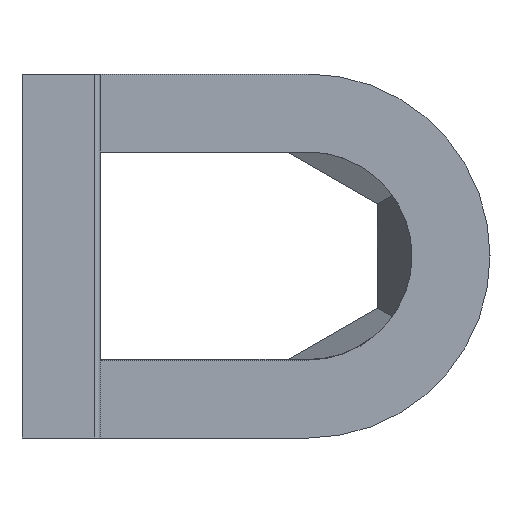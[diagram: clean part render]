
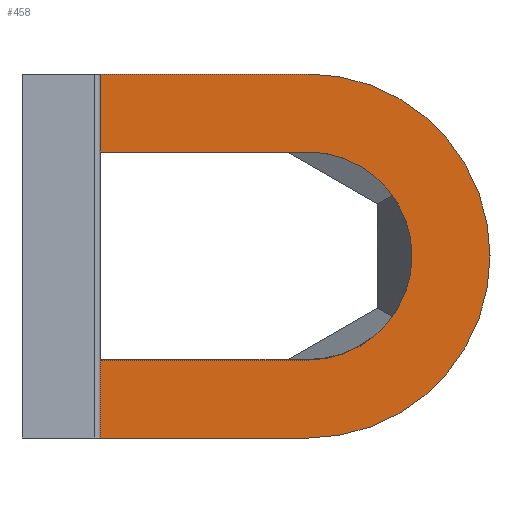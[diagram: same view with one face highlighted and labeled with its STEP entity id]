
A CAD part, left-side view. The second image highlights one B-rep face of the part: STEP entity #458.
In plain terms, the highlighted planar face has unit normal (-1, 0, 0).
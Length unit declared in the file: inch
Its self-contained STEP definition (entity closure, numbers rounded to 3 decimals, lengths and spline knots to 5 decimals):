
#31 = CIRCLE ( 'NONE', #2139, 2. ) ;
#37 = CARTESIAN_POINT ( 'NONE',  ( -8.5, 6., -2. ) ) ;
#60 = CARTESIAN_POINT ( 'NONE',  ( -8.5, 6., 3.5 ) ) ;
#75 = LINE ( 'NONE', #60, #2516 ) ;
#132 = DIRECTION ( 'NONE',  ( 0., -1., 0. ) ) ;
#174 = ORIENTED_EDGE ( 'NONE', *, *, #2741, .F. ) ;
#292 = VERTEX_POINT ( 'NONE', #37 ) ;
#396 = AXIS2_PLACEMENT_3D ( 'NONE', #3105, #2135, #2737 ) ;
#410 = VECTOR ( 'NONE', #2013, 39.37008 ) ;
#420 = PLANE ( 'NONE',  #396 ) ;
#458 = ADVANCED_FACE ( 'NONE', ( #3185 ), #420, .F. ) ;
#477 = VERTEX_POINT ( 'NONE', #1257 ) ;
#521 = VERTEX_POINT ( 'NONE', #2432 ) ;
#610 = LINE ( 'NONE', #1366, #818 ) ;
#645 = VERTEX_POINT ( 'NONE', #1320 ) ;
#731 = EDGE_CURVE ( 'NONE', #2149, #2971, #31, .T. ) ;
#801 = CARTESIAN_POINT ( 'NONE',  ( -8.5, 2., 0. ) ) ;
#818 = VECTOR ( 'NONE', #2868, 39.37008 ) ;
#824 = LINE ( 'NONE', #1868, #1064 ) ;
#903 = EDGE_CURVE ( 'NONE', #2971, #292, #3191, .T. ) ;
#964 = CARTESIAN_POINT ( 'NONE',  ( -8.5, 2., -2. ) ) ;
#1004 = EDGE_CURVE ( 'NONE', #645, #2149, #824, .T. ) ;
#1064 = VECTOR ( 'NONE', #132, 39.37008 ) ;
#1104 = DIRECTION ( 'NONE',  ( 0., -1., 0. ) ) ;
#1126 = DIRECTION ( 'NONE',  ( 1., 0., 0. ) ) ;
#1257 = CARTESIAN_POINT ( 'NONE',  ( -8.5, 6., -3.5 ) ) ;
#1301 = DIRECTION ( 'NONE',  ( 0., 0., -1. ) ) ;
#1314 = ORIENTED_EDGE ( 'NONE', *, *, #2333, .F. ) ;
#1320 = CARTESIAN_POINT ( 'NONE',  ( -8.5, 6., 2. ) ) ;
#1366 = CARTESIAN_POINT ( 'NONE',  ( -8.5, 6., 2. ) ) ;
#1415 = CARTESIAN_POINT ( 'NONE',  ( -8.5, 2., -3.5 ) ) ;
#1467 = LINE ( 'NONE', #3209, #410 ) ;
#1471 = EDGE_CURVE ( 'NONE', #477, #292, #1467, .T. ) ;
#1558 = ORIENTED_EDGE ( 'NONE', *, *, #731, .T. ) ;
#1575 = VERTEX_POINT ( 'NONE', #2844 ) ;
#1579 = VECTOR ( 'NONE', #2404, 39.37008 ) ;
#1627 = EDGE_CURVE ( 'NONE', #1876, #477, #2647, .T. ) ;
#1721 = CARTESIAN_POINT ( 'NONE',  ( -8.5, 2., 2. ) ) ;
#1767 = EDGE_CURVE ( 'NONE', #521, #1876, #2277, .T. ) ;
#1791 = ORIENTED_EDGE ( 'NONE', *, *, #1767, .F. ) ;
#1824 = DIRECTION ( 'NONE',  ( 0., 1., 0. ) ) ;
#1868 = CARTESIAN_POINT ( 'NONE',  ( -8.5, 6., 2. ) ) ;
#1876 = VERTEX_POINT ( 'NONE', #2426 ) ;
#2013 = DIRECTION ( 'NONE',  ( 0., 0., 1. ) ) ;
#2096 = DIRECTION ( 'NONE',  ( 0., 0., -1. ) ) ;
#2134 = ORIENTED_EDGE ( 'NONE', *, *, #1627, .F. ) ;
#2135 = DIRECTION ( 'NONE',  ( 1., 0., 0. ) ) ;
#2139 = AXIS2_PLACEMENT_3D ( 'NONE', #801, #2322, #1301 ) ;
#2149 = VERTEX_POINT ( 'NONE', #1721 ) ;
#2177 = CARTESIAN_POINT ( 'NONE',  ( -8.5, 2., -2. ) ) ;
#2277 = CIRCLE ( 'NONE', #2540, 3.5 ) ;
#2322 = DIRECTION ( 'NONE',  ( 1., 0., 0. ) ) ;
#2333 = EDGE_CURVE ( 'NONE', #645, #1575, #610, .T. ) ;
#2359 = CARTESIAN_POINT ( 'NONE',  ( -8.5, 2., 0. ) ) ;
#2404 = DIRECTION ( 'NONE',  ( 0., 1., 0. ) ) ;
#2426 = CARTESIAN_POINT ( 'NONE',  ( -8.5, 2., -3.5 ) ) ;
#2432 = CARTESIAN_POINT ( 'NONE',  ( -8.5, 2., 3.5 ) ) ;
#2440 = VECTOR ( 'NONE', #1824, 39.37008 ) ;
#2516 = VECTOR ( 'NONE', #1104, 39.37008 ) ;
#2540 = AXIS2_PLACEMENT_3D ( 'NONE', #2359, #1126, #2096 ) ;
#2647 = LINE ( 'NONE', #1415, #1579 ) ;
#2737 = DIRECTION ( 'NONE',  ( 0., 0., -1. ) ) ;
#2741 = EDGE_CURVE ( 'NONE', #1575, #521, #75, .T. ) ;
#2755 = ORIENTED_EDGE ( 'NONE', *, *, #903, .T. ) ;
#2840 = ORIENTED_EDGE ( 'NONE', *, *, #1471, .F. ) ;
#2844 = CARTESIAN_POINT ( 'NONE',  ( -8.5, 6., 3.5 ) ) ;
#2868 = DIRECTION ( 'NONE',  ( 0., 0., 1. ) ) ;
#2963 = EDGE_LOOP ( 'NONE', ( #1558, #2755, #2840, #2134, #1791, #174, #1314, #3170 ) ) ;
#2971 = VERTEX_POINT ( 'NONE', #2177 ) ;
#3105 = CARTESIAN_POINT ( 'NONE',  ( -8.5, 2., 0. ) ) ;
#3170 = ORIENTED_EDGE ( 'NONE', *, *, #1004, .T. ) ;
#3185 = FACE_OUTER_BOUND ( 'NONE', #2963, .T. ) ;
#3191 = LINE ( 'NONE', #964, #2440 ) ;
#3209 = CARTESIAN_POINT ( 'NONE',  ( -8.5, 6., 2. ) ) ;
